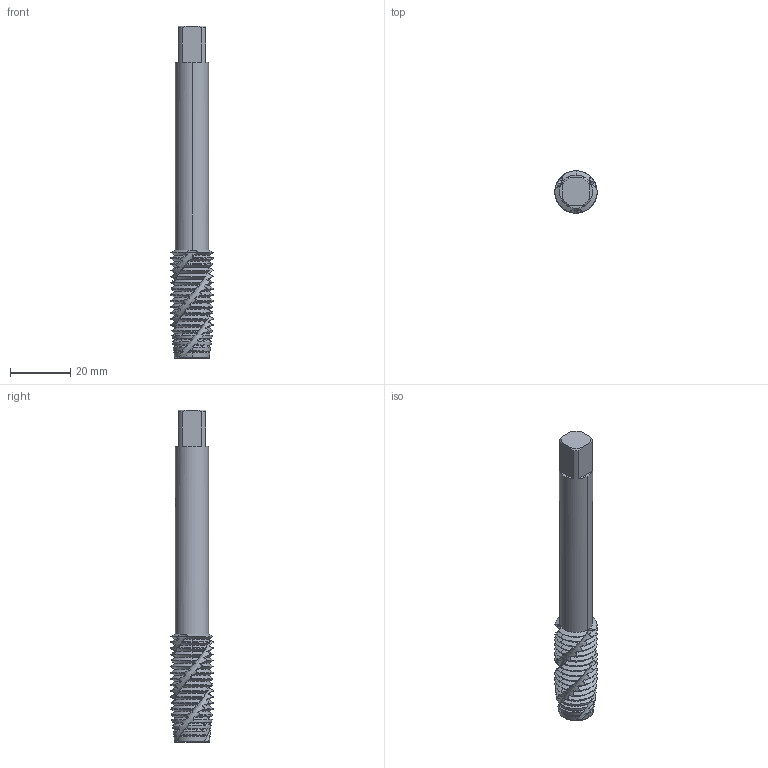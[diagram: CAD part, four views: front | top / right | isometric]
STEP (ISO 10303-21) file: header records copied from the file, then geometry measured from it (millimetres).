
FILE_DESCRIPTION(('no description'),'unknown implementation level');
FILE_NAME('solidzerDpDrLq7YhPildLuoZRyyuZqI_1.STP',' ',('CIMSOURCE GmbH'),('CADClick - KiM GmbH - www.kimweb.de'),'unknown preprocess','ACIS','unknown authorization');
FILE_SCHEMA(('automotive_design'));
Length unit declared in the file: millimetre
Products named in the file (2): 1; 2
Bounding box: 14 x 14 x 110 mm (x, y, z)
Volume: 11143.6 mm3; surface area: 7377.9 mm2
Topology: 2 solids, 2 shells, 382 faces, 1076 edges, 698 vertices
Faces by surface type: cone 197, cylinder 159, plane 17, bspline 6, revolution 3
Entity records: 30743 total; most frequent: CARTESIAN_POINT 9501, STYLED_ITEM 2158, PRESENTATION_STYLE_ASSIGNMENT 2158, COLOUR_RGB 2158, ORIENTED_EDGE 2152, DIRECTION 1770, EDGE_CURVE 1076, CURVE_STYLE 1076
